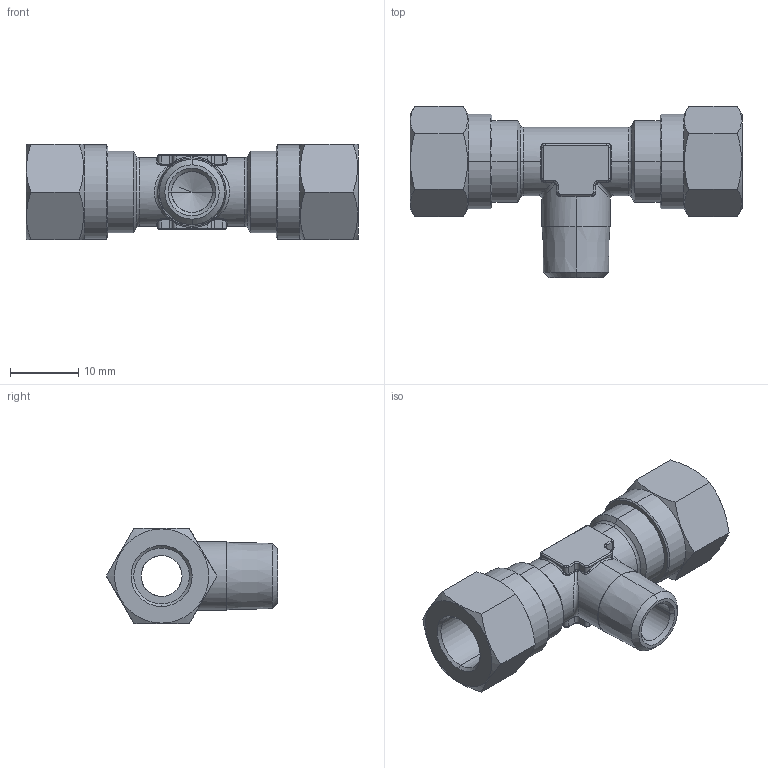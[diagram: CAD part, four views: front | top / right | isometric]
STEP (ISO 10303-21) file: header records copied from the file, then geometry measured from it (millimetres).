
FILE_DESCRIPTION (( 'STEP AP203' ), '1' );
FILE_NAME ('03090041.STEP', '2011-11-02T09:40:26', ( '' ), ( 'sopra-pneumatic' ), 'SwSTEP 2.0', 'SolidWorks 2011', '' );
FILE_SCHEMA (( 'CONFIG_CONTROL_DESIGN' ));
Length unit declared in the file: millimetre
Products named in the file (1): 03090041
Bounding box: 48.65 x 25.08 x 14 mm (x, y, z)
Volume: 4712.8 mm3; surface area: 4094.7 mm2
Topology: 1 solids, 1 shells, 187 faces, 434 edges, 251 vertices
Faces by surface type: cylinder 67, plane 38, cone 28, torus 28, bspline 26
Entity records: 6063 total; most frequent: CARTESIAN_POINT 1919, ORIENTED_EDGE 864, DIRECTION 856, EDGE_CURVE 432, AXIS2_PLACEMENT_3D 354, VERTEX_POINT 251, EDGE_LOOP 195, CIRCLE 192
